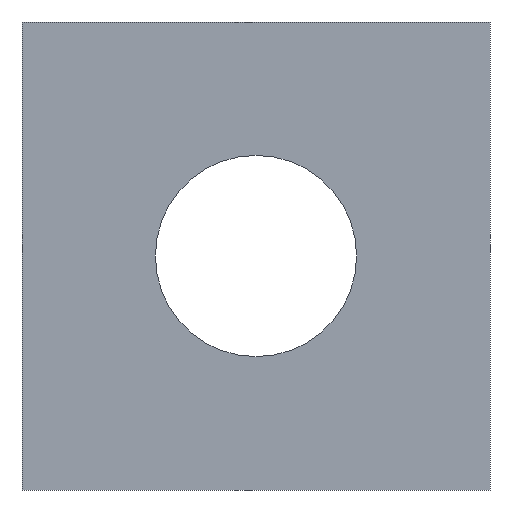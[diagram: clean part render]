
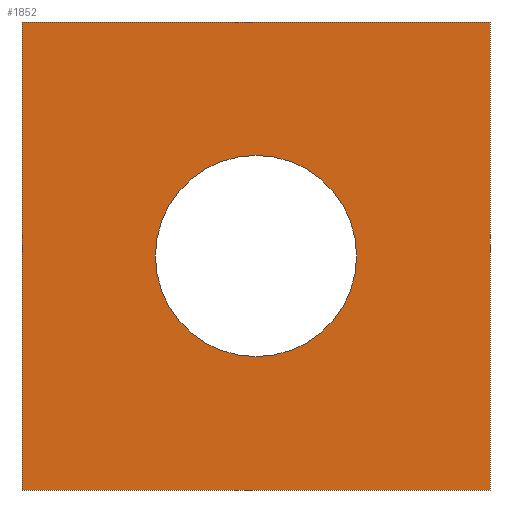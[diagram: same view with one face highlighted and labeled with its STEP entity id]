
A CAD part, front view. The second image highlights one B-rep face of the part: STEP entity #1852.
In plain terms, the highlighted planar face has unit normal (0, -1, 0).
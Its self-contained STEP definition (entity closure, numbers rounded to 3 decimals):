
#52 = VECTOR ( 'NONE', #2045, 1000. ) ;
#82 = LINE ( 'NONE', #2009, #52 ) ;
#101 = CARTESIAN_POINT ( 'NONE',  ( 0., -2.5, 0. ) ) ;
#147 = AXIS2_PLACEMENT_3D ( 'NONE', #101, #1112, #1110 ) ;
#183 = VERTEX_POINT ( 'NONE', #876 ) ;
#245 = CARTESIAN_POINT ( 'NONE',  ( 5., -2.5, 5. ) ) ;
#252 = AXIS2_PLACEMENT_3D ( 'NONE', #1023, #1011, #982 ) ;
#253 = CARTESIAN_POINT ( 'NONE',  ( 5., -2.5, -5. ) ) ;
#266 = DIRECTION ( 'NONE',  ( 1., 0., 0. ) ) ;
#312 = VERTEX_POINT ( 'NONE', #1804 ) ;
#386 = FACE_BOUND ( 'NONE', #1376, .T. ) ;
#407 = CARTESIAN_POINT ( 'NONE',  ( -5., -2.5, -5. ) ) ;
#442 = FACE_OUTER_BOUND ( 'NONE', #1316, .T. ) ;
#455 = EDGE_CURVE ( 'NONE', #1761, #183, #1654, .T. ) ;
#514 = CARTESIAN_POINT ( 'NONE',  ( 0., -2.5, 0. ) ) ;
#551 = DIRECTION ( 'NONE',  ( 0., -1., 0. ) ) ;
#557 = LINE ( 'NONE', #1763, #569 ) ;
#569 = VECTOR ( 'NONE', #1757, 1000. ) ;
#612 = DIRECTION ( 'NONE',  ( 0., 0., 1. ) ) ;
#613 = VECTOR ( 'NONE', #767, 1000. ) ;
#632 = LINE ( 'NONE', #633, #613 ) ;
#633 = CARTESIAN_POINT ( 'NONE',  ( -5., -2.5, -5. ) ) ;
#695 = EDGE_CURVE ( 'NONE', #183, #1761, #1611, .T. ) ;
#750 = VECTOR ( 'NONE', #266, 1000. ) ;
#767 = DIRECTION ( 'NONE',  ( -1., 0., 0. ) ) ;
#770 = LINE ( 'NONE', #1064, #750 ) ;
#876 = CARTESIAN_POINT ( 'NONE',  ( 0., -2.5, -2.15 ) ) ;
#913 = ORIENTED_EDGE ( 'NONE', *, *, #1364, .F. ) ;
#982 = DIRECTION ( 'NONE',  ( 0., 0., 1. ) ) ;
#995 = PLANE ( 'NONE',  #252 ) ;
#1011 = DIRECTION ( 'NONE',  ( 0., 1., 0. ) ) ;
#1023 = CARTESIAN_POINT ( 'NONE',  ( -5., -2.5, 5. ) ) ;
#1038 = ORIENTED_EDGE ( 'NONE', *, *, #2040, .F. ) ;
#1064 = CARTESIAN_POINT ( 'NONE',  ( -5., -2.5, 5. ) ) ;
#1110 = DIRECTION ( 'NONE',  ( 0., 0., 1. ) ) ;
#1112 = DIRECTION ( 'NONE',  ( 0., -1., 0. ) ) ;
#1148 = ORIENTED_EDGE ( 'NONE', *, *, #695, .F. ) ;
#1196 = AXIS2_PLACEMENT_3D ( 'NONE', #514, #551, #612 ) ;
#1212 = ORIENTED_EDGE ( 'NONE', *, *, #455, .F. ) ;
#1316 = EDGE_LOOP ( 'NONE', ( #1514, #1038, #913, #1395 ) ) ;
#1364 = EDGE_CURVE ( 'NONE', #312, #1386, #770, .T. ) ;
#1376 = EDGE_LOOP ( 'NONE', ( #1212, #1148 ) ) ;
#1386 = VERTEX_POINT ( 'NONE', #245 ) ;
#1391 = VERTEX_POINT ( 'NONE', #253 ) ;
#1395 = ORIENTED_EDGE ( 'NONE', *, *, #1670, .F. ) ;
#1514 = ORIENTED_EDGE ( 'NONE', *, *, #1593, .F. ) ;
#1522 = CARTESIAN_POINT ( 'NONE',  ( 0., -2.5, 2.15 ) ) ;
#1593 = EDGE_CURVE ( 'NONE', #1391, #1986, #632, .T. ) ;
#1611 = CIRCLE ( 'NONE', #1196, 2.15 ) ;
#1654 = CIRCLE ( 'NONE', #147, 2.15 ) ;
#1670 = EDGE_CURVE ( 'NONE', #1986, #312, #557, .T. ) ;
#1757 = DIRECTION ( 'NONE',  ( 0., 0., 1. ) ) ;
#1761 = VERTEX_POINT ( 'NONE', #1522 ) ;
#1763 = CARTESIAN_POINT ( 'NONE',  ( -5., -2.5, 5. ) ) ;
#1804 = CARTESIAN_POINT ( 'NONE',  ( -5., -2.5, 5. ) ) ;
#1852 = ADVANCED_FACE ( 'NONE', ( #442, #386 ), #995, .F. ) ;
#1986 = VERTEX_POINT ( 'NONE', #407 ) ;
#2009 = CARTESIAN_POINT ( 'NONE',  ( 5., -2.5, 5. ) ) ;
#2040 = EDGE_CURVE ( 'NONE', #1386, #1391, #82, .T. ) ;
#2045 = DIRECTION ( 'NONE',  ( 0., 0., -1. ) ) ;
